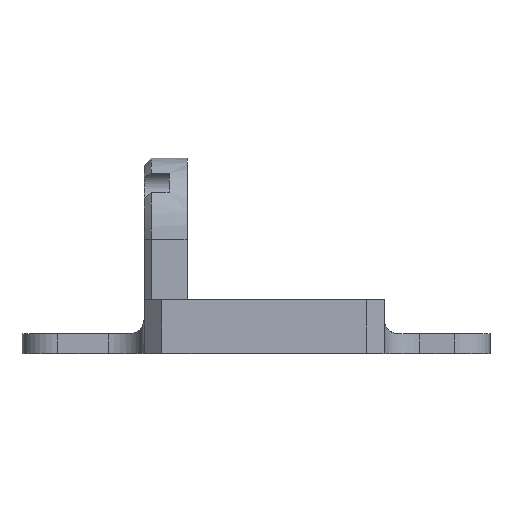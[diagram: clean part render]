
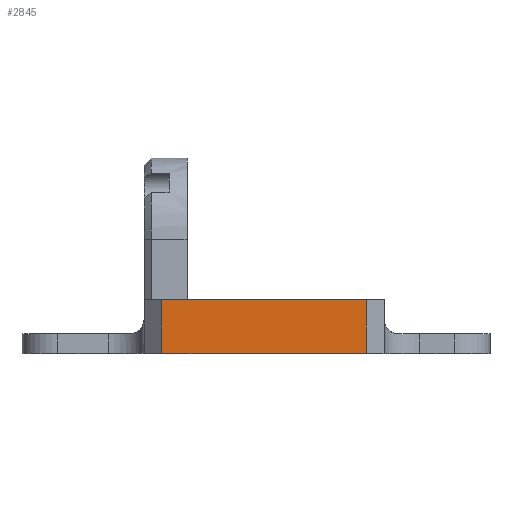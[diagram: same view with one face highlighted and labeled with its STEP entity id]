
A CAD part, top view. The second image highlights one B-rep face of the part: STEP entity #2845.
In plain terms, the highlighted planar face has unit normal (0, 0, 1).
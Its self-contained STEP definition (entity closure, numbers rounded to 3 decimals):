
#109 = ORIENTED_EDGE ( 'NONE', *, *, #999, .T. ) ;
#139 = ORIENTED_EDGE ( 'NONE', *, *, #2339, .T. ) ;
#153 = VECTOR ( 'NONE', #1364, 1000. ) ;
#194 = CARTESIAN_POINT ( 'NONE',  ( 62., -29.981, 22.571 ) ) ;
#525 = VERTEX_POINT ( 'NONE', #2797 ) ;
#541 = VERTEX_POINT ( 'NONE', #3289 ) ;
#811 = CARTESIAN_POINT ( 'NONE',  ( 0., -29.981, 22.571 ) ) ;
#877 = LINE ( 'NONE', #3200, #2717 ) ;
#995 = EDGE_CURVE ( 'NONE', #525, #2513, #877, .T. ) ;
#999 = EDGE_CURVE ( 'NONE', #1698, #541, #2207, .T. ) ;
#1294 = LINE ( 'NONE', #3182, #153 ) ;
#1364 = DIRECTION ( 'NONE',  ( -1., 0., 0. ) ) ;
#1573 = CARTESIAN_POINT ( 'NONE',  ( 57., -15.01, 22.571 ) ) ;
#1578 = CARTESIAN_POINT ( 'NONE',  ( 62., -15.01, 22.571 ) ) ;
#1594 = CARTESIAN_POINT ( 'NONE',  ( 0., -15.01, 22.571 ) ) ;
#1598 = ORIENTED_EDGE ( 'NONE', *, *, #2922, .F. ) ;
#1642 = ORIENTED_EDGE ( 'NONE', *, *, #995, .T. ) ;
#1669 = VECTOR ( 'NONE', #1836, 1000. ) ;
#1698 = VERTEX_POINT ( 'NONE', #1594 ) ;
#1836 = DIRECTION ( 'NONE',  ( -1., 0., 0. ) ) ;
#1993 = VECTOR ( 'NONE', #3269, 1000. ) ;
#2021 = DIRECTION ( 'NONE',  ( 1., 0., 0. ) ) ;
#2037 = DIRECTION ( 'NONE',  ( 0., 0., 1. ) ) ;
#2136 = DIRECTION ( 'NONE',  ( 0., 1., 0. ) ) ;
#2207 = LINE ( 'NONE', #811, #1993 ) ;
#2339 = EDGE_CURVE ( 'NONE', #2513, #1698, #2897, .T. ) ;
#2513 = VERTEX_POINT ( 'NONE', #1573 ) ;
#2538 = PLANE ( 'NONE',  #3049 ) ;
#2589 = FACE_OUTER_BOUND ( 'NONE', #3373, .T. ) ;
#2717 = VECTOR ( 'NONE', #2136, 1000. ) ;
#2797 = CARTESIAN_POINT ( 'NONE',  ( 57., -29.981, 22.571 ) ) ;
#2845 = ADVANCED_FACE ( 'NONE', ( #2589 ), #2538, .T. ) ;
#2897 = LINE ( 'NONE', #1578, #1669 ) ;
#2922 = EDGE_CURVE ( 'NONE', #525, #541, #1294, .T. ) ;
#3049 = AXIS2_PLACEMENT_3D ( 'NONE', #194, #2037, #2021 ) ;
#3182 = CARTESIAN_POINT ( 'NONE',  ( 62., -29.981, 22.571 ) ) ;
#3200 = CARTESIAN_POINT ( 'NONE',  ( 57., -29.981, 22.571 ) ) ;
#3269 = DIRECTION ( 'NONE',  ( 0., -1., 0. ) ) ;
#3289 = CARTESIAN_POINT ( 'NONE',  ( 0., -29.981, 22.571 ) ) ;
#3373 = EDGE_LOOP ( 'NONE', ( #1598, #1642, #139, #109 ) ) ;
